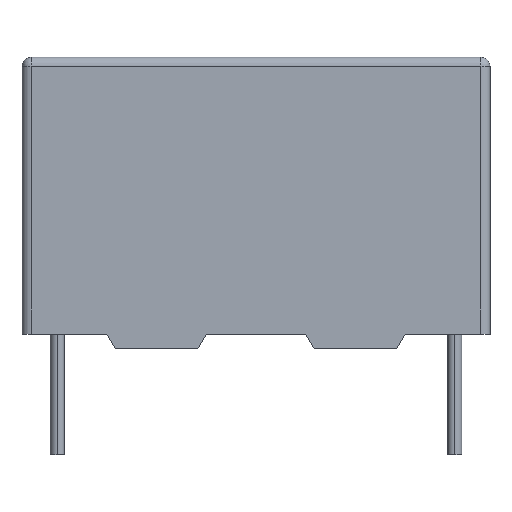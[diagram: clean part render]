
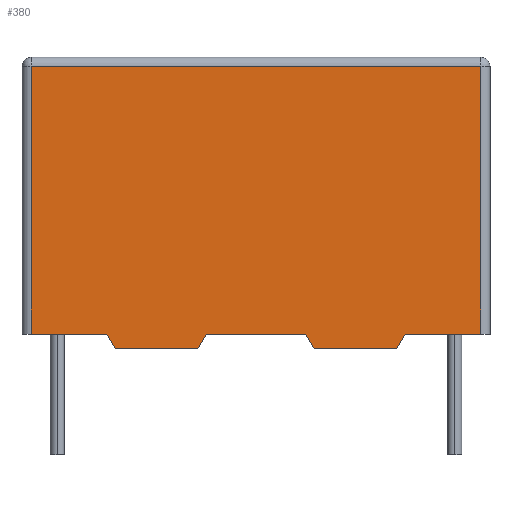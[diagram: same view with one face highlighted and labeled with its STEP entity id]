
A CAD part, top view. The second image highlights one B-rep face of the part: STEP entity #380.
In plain terms, the highlighted planar face has unit normal (0, 0, 1).
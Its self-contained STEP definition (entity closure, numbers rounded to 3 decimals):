
#19 = DIRECTION ( 'NONE',  ( 0.5, 0.866, 0. ) ) ;
#56 = CARTESIAN_POINT ( 'NONE',  ( -7.961, 0., 5.25 ) ) ;
#71 = CARTESIAN_POINT ( 'NONE',  ( -13.25, 15.975, 5.25 ) ) ;
#84 = EDGE_CURVE ( 'NONE', #1608, #326, #1201, .T. ) ;
#109 = CARTESIAN_POINT ( 'NONE',  ( -8.438, 0.825, 5.25 ) ) ;
#111 = DIRECTION ( 'NONE',  ( 0., -1., 0. ) ) ;
#116 = EDGE_CURVE ( 'NONE', #176, #142, #581, .T. ) ;
#142 = VERTEX_POINT ( 'NONE', #448 ) ;
#153 = VERTEX_POINT ( 'NONE', #1798 ) ;
#156 = VERTEX_POINT ( 'NONE', #819 ) ;
#176 = VERTEX_POINT ( 'NONE', #1909 ) ;
#200 = ORIENTED_EDGE ( 'NONE', *, *, #84, .T. ) ;
#229 = VECTOR ( 'NONE', #789, 1000. ) ;
#245 = CARTESIAN_POINT ( 'NONE',  ( -12.725, 0.825, 5.25 ) ) ;
#265 = CARTESIAN_POINT ( 'NONE',  ( -12.725, 0.825, 5.25 ) ) ;
#290 = VERTEX_POINT ( 'NONE', #1495 ) ;
#326 = VERTEX_POINT ( 'NONE', #951 ) ;
#329 = VERTEX_POINT ( 'NONE', #741 ) ;
#344 = LINE ( 'NONE', #561, #229 ) ;
#368 = VECTOR ( 'NONE', #375, 1000. ) ;
#375 = DIRECTION ( 'NONE',  ( 0.5, 0.866, 0. ) ) ;
#380 = ADVANCED_FACE ( 'NONE', ( #1280 ), #1145, .T. ) ;
#389 = LINE ( 'NONE', #454, #1599 ) ;
#435 = ORIENTED_EDGE ( 'NONE', *, *, #1694, .T. ) ;
#441 = ORIENTED_EDGE ( 'NONE', *, *, #1665, .T. ) ;
#448 = CARTESIAN_POINT ( 'NONE',  ( -7.961, 0., 5.25 ) ) ;
#453 = ORIENTED_EDGE ( 'NONE', *, *, #1110, .T. ) ;
#454 = CARTESIAN_POINT ( 'NONE',  ( -2.812, 0.825, 5.25 ) ) ;
#455 = EDGE_CURVE ( 'NONE', #156, #1608, #620, .T. ) ;
#468 = ORIENTED_EDGE ( 'NONE', *, *, #1941, .T. ) ;
#470 = ORIENTED_EDGE ( 'NONE', *, *, #1243, .T. ) ;
#480 = CARTESIAN_POINT ( 'NONE',  ( -2.812, 0.825, 5.25 ) ) ;
#482 = EDGE_CURVE ( 'NONE', #326, #290, #1262, .T. ) ;
#493 = VERTEX_POINT ( 'NONE', #480 ) ;
#554 = DIRECTION ( 'NONE',  ( 1., 0., 0. ) ) ;
#561 = CARTESIAN_POINT ( 'NONE',  ( -13.25, 0.825, 5.25 ) ) ;
#567 = DIRECTION ( 'NONE',  ( 0.5, -0.866, 0. ) ) ;
#578 = VECTOR ( 'NONE', #1151, 1000. ) ;
#581 = LINE ( 'NONE', #109, #601 ) ;
#582 = DIRECTION ( 'NONE',  ( -1., 0., 0. ) ) ;
#590 = EDGE_CURVE ( 'NONE', #290, #153, #1329, .T. ) ;
#601 = VECTOR ( 'NONE', #1192, 1000. ) ;
#602 = VECTOR ( 'NONE', #1143, 1000. ) ;
#610 = AXIS2_PLACEMENT_3D ( 'NONE', #1283, #1580, #1894 ) ;
#620 = LINE ( 'NONE', #1104, #1247 ) ;
#624 = VECTOR ( 'NONE', #723, 1000. ) ;
#723 = DIRECTION ( 'NONE',  ( 0., 1., 0. ) ) ;
#736 = EDGE_CURVE ( 'NONE', #329, #1149, #773, .T. ) ;
#741 = CARTESIAN_POINT ( 'NONE',  ( 2.812, 0.825, 5.25 ) ) ;
#773 = LINE ( 'NONE', #1544, #1391 ) ;
#774 = CARTESIAN_POINT ( 'NONE',  ( 8.438, 0.825, 5.25 ) ) ;
#776 = CARTESIAN_POINT ( 'NONE',  ( 3.289, 0., 5.25 ) ) ;
#789 = DIRECTION ( 'NONE',  ( 1., 0., 0. ) ) ;
#819 = CARTESIAN_POINT ( 'NONE',  ( 7.961, 0., 5.25 ) ) ;
#863 = ORIENTED_EDGE ( 'NONE', *, *, #736, .T. ) ;
#867 = ORIENTED_EDGE ( 'NONE', *, *, #590, .T. ) ;
#877 = ORIENTED_EDGE ( 'NONE', *, *, #116, .T. ) ;
#884 = LINE ( 'NONE', #56, #1584 ) ;
#911 = ORIENTED_EDGE ( 'NONE', *, *, #482, .T. ) ;
#936 = ORIENTED_EDGE ( 'NONE', *, *, #1115, .T. ) ;
#951 = CARTESIAN_POINT ( 'NONE',  ( 12.725, 0.825, 5.25 ) ) ;
#970 = CARTESIAN_POINT ( 'NONE',  ( -3.289, 0., 5.25 ) ) ;
#980 = CARTESIAN_POINT ( 'NONE',  ( 7.961, 0., 5.25 ) ) ;
#1007 = LINE ( 'NONE', #1837, #368 ) ;
#1044 = VERTEX_POINT ( 'NONE', #245 ) ;
#1104 = CARTESIAN_POINT ( 'NONE',  ( 8.438, 0.825, 5.25 ) ) ;
#1110 = EDGE_CURVE ( 'NONE', #142, #1164, #884, .T. ) ;
#1115 = EDGE_CURVE ( 'NONE', #1164, #493, #1007, .T. ) ;
#1143 = DIRECTION ( 'NONE',  ( 1., 0., 0. ) ) ;
#1145 = PLANE ( 'NONE',  #610 ) ;
#1149 = VERTEX_POINT ( 'NONE', #776 ) ;
#1151 = DIRECTION ( 'NONE',  ( 1., 0., 0. ) ) ;
#1164 = VERTEX_POINT ( 'NONE', #970 ) ;
#1192 = DIRECTION ( 'NONE',  ( 0.5, -0.866, 0. ) ) ;
#1201 = LINE ( 'NONE', #1349, #578 ) ;
#1232 = LINE ( 'NONE', #265, #1261 ) ;
#1243 = EDGE_CURVE ( 'NONE', #493, #329, #389, .T. ) ;
#1247 = VECTOR ( 'NONE', #19, 1000. ) ;
#1261 = VECTOR ( 'NONE', #111, 1000. ) ;
#1262 = LINE ( 'NONE', #1670, #624 ) ;
#1280 = FACE_OUTER_BOUND ( 'NONE', #1808, .T. ) ;
#1283 = CARTESIAN_POINT ( 'NONE',  ( 0., 0., 5.25 ) ) ;
#1316 = VECTOR ( 'NONE', #582, 1000. ) ;
#1329 = LINE ( 'NONE', #71, #1316 ) ;
#1349 = CARTESIAN_POINT ( 'NONE',  ( 8.438, 0.825, 5.25 ) ) ;
#1391 = VECTOR ( 'NONE', #567, 1000. ) ;
#1495 = CARTESIAN_POINT ( 'NONE',  ( 12.725, 15.975, 5.25 ) ) ;
#1544 = CARTESIAN_POINT ( 'NONE',  ( 2.812, 0.825, 5.25 ) ) ;
#1580 = DIRECTION ( 'NONE',  ( 0., 0., 1. ) ) ;
#1584 = VECTOR ( 'NONE', #554, 1000. ) ;
#1599 = VECTOR ( 'NONE', #1612, 1000. ) ;
#1608 = VERTEX_POINT ( 'NONE', #774 ) ;
#1612 = DIRECTION ( 'NONE',  ( 1., 0., 0. ) ) ;
#1665 = EDGE_CURVE ( 'NONE', #1149, #156, #1786, .T. ) ;
#1670 = CARTESIAN_POINT ( 'NONE',  ( 12.725, 16.5, 5.25 ) ) ;
#1694 = EDGE_CURVE ( 'NONE', #153, #1044, #1232, .T. ) ;
#1786 = LINE ( 'NONE', #980, #602 ) ;
#1798 = CARTESIAN_POINT ( 'NONE',  ( -12.725, 15.975, 5.25 ) ) ;
#1808 = EDGE_LOOP ( 'NONE', ( #867, #435, #468, #877, #453, #936, #470, #863, #441, #1839, #200, #911 ) ) ;
#1837 = CARTESIAN_POINT ( 'NONE',  ( -2.812, 0.825, 5.25 ) ) ;
#1839 = ORIENTED_EDGE ( 'NONE', *, *, #455, .T. ) ;
#1894 = DIRECTION ( 'NONE',  ( 1., 0., 0. ) ) ;
#1909 = CARTESIAN_POINT ( 'NONE',  ( -8.438, 0.825, 5.25 ) ) ;
#1941 = EDGE_CURVE ( 'NONE', #1044, #176, #344, .T. ) ;
